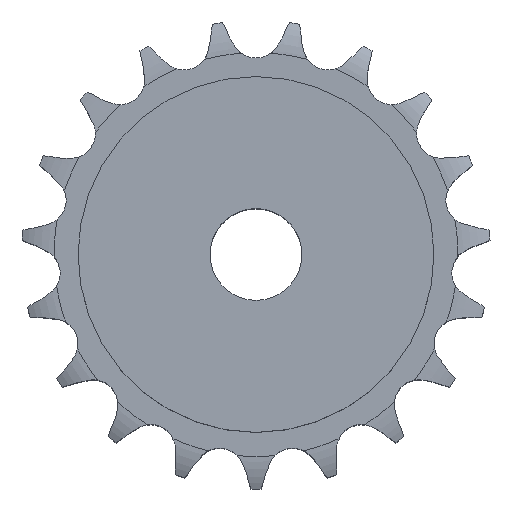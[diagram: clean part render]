
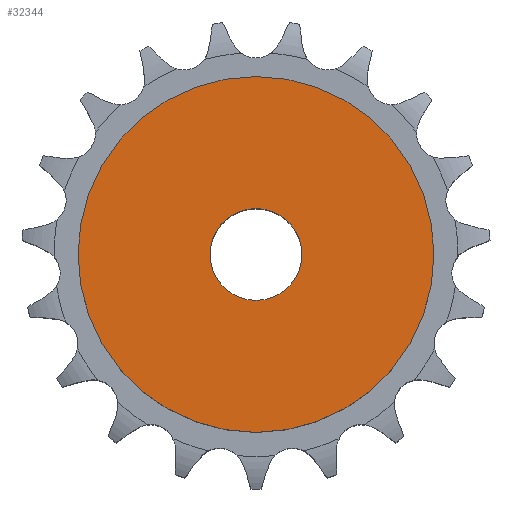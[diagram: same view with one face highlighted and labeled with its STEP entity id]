
A CAD part, top view. The second image highlights one B-rep face of the part: STEP entity #32344.
In plain terms, the highlighted planar face has unit normal (0, 0, 1).
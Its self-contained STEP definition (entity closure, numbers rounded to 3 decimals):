
#17394 = CYLINDRICAL_SURFACE('',#17395,8.);
#17395 = AXIS2_PLACEMENT_3D('',#17396,#17397,#17398);
#17396 = CARTESIAN_POINT('',(0.,0.,136.979));
#17397 = DIRECTION('',(0.,0.,1.));
#17398 = DIRECTION('',(1.,0.,0.));
#22219 = EDGE_CURVE('',#22220,#22220,#22222,.T.);
#22220 = VERTEX_POINT('',#22221);
#22221 = CARTESIAN_POINT('',(8.,0.,50.));
#22222 = SURFACE_CURVE('',#22223,(#22228,#22235),.PCURVE_S1.);
#22223 = CIRCLE('',#22224,8.);
#22224 = AXIS2_PLACEMENT_3D('',#22225,#22226,#22227);
#22225 = CARTESIAN_POINT('',(0.,0.,50.));
#22226 = DIRECTION('',(0.,0.,1.));
#22227 = DIRECTION('',(1.,0.,0.));
#22228 = PCURVE('',#17394,#22229);
#22229 = DEFINITIONAL_REPRESENTATION('',(#22230),#22234);
#22230 = LINE('',#22231,#22232);
#22231 = CARTESIAN_POINT('',(0.,-86.979));
#22232 = VECTOR('',#22233,1.);
#22233 = DIRECTION('',(1.,0.));
#22234 = ( GEOMETRIC_REPRESENTATION_CONTEXT(2) 
PARAMETRIC_REPRESENTATION_CONTEXT() REPRESENTATION_CONTEXT('2D SPACE',''
  ) );
#22235 = PCURVE('',#22236,#22241);
#22236 = PLANE('',#22237);
#22237 = AXIS2_PLACEMENT_3D('',#22238,#22239,#22240);
#22238 = CARTESIAN_POINT('',(0.,0.,50.)
  );
#22239 = DIRECTION('',(0.,0.,1.));
#22240 = DIRECTION('',(1.,0.,0.));
#22241 = DEFINITIONAL_REPRESENTATION('',(#22242),#22246);
#22242 = CIRCLE('',#22243,8.);
#22243 = AXIS2_PLACEMENT_2D('',#22244,#22245);
#22244 = CARTESIAN_POINT('',(0.,0.));
#22245 = DIRECTION('',(1.,0.));
#22246 = ( GEOMETRIC_REPRESENTATION_CONTEXT(2) 
PARAMETRIC_REPRESENTATION_CONTEXT() REPRESENTATION_CONTEXT('2D SPACE',''
  ) );
#32344 = ADVANCED_FACE('',(#32345,#32376),#22236,.T.);
#32345 = FACE_BOUND('',#32346,.T.);
#32346 = EDGE_LOOP('',(#32347));
#32347 = ORIENTED_EDGE('',*,*,#32348,.T.);
#32348 = EDGE_CURVE('',#32349,#32349,#32351,.T.);
#32349 = VERTEX_POINT('',#32350);
#32350 = CARTESIAN_POINT('',(31.,0.,50.));
#32351 = SURFACE_CURVE('',#32352,(#32357,#32364),.PCURVE_S1.);
#32352 = CIRCLE('',#32353,31.);
#32353 = AXIS2_PLACEMENT_3D('',#32354,#32355,#32356);
#32354 = CARTESIAN_POINT('',(0.,0.,50.));
#32355 = DIRECTION('',(0.,0.,1.));
#32356 = DIRECTION('',(1.,0.,0.));
#32357 = PCURVE('',#22236,#32358);
#32358 = DEFINITIONAL_REPRESENTATION('',(#32359),#32363);
#32359 = CIRCLE('',#32360,31.);
#32360 = AXIS2_PLACEMENT_2D('',#32361,#32362);
#32361 = CARTESIAN_POINT('',(0.,0.));
#32362 = DIRECTION('',(1.,0.));
#32363 = ( GEOMETRIC_REPRESENTATION_CONTEXT(2) 
PARAMETRIC_REPRESENTATION_CONTEXT() REPRESENTATION_CONTEXT('2D SPACE',''
  ) );
#32364 = PCURVE('',#32365,#32370);
#32365 = CYLINDRICAL_SURFACE('',#32366,31.);
#32366 = AXIS2_PLACEMENT_3D('',#32367,#32368,#32369);
#32367 = CARTESIAN_POINT('',(0.,0.,0.));
#32368 = DIRECTION('',(-0.,-0.,-1.));
#32369 = DIRECTION('',(1.,0.,0.));
#32370 = DEFINITIONAL_REPRESENTATION('',(#32371),#32375);
#32371 = LINE('',#32372,#32373);
#32372 = CARTESIAN_POINT('',(-0.,-50.));
#32373 = VECTOR('',#32374,1.);
#32374 = DIRECTION('',(-1.,0.));
#32375 = ( GEOMETRIC_REPRESENTATION_CONTEXT(2) 
PARAMETRIC_REPRESENTATION_CONTEXT() REPRESENTATION_CONTEXT('2D SPACE',''
  ) );
#32376 = FACE_BOUND('',#32377,.T.);
#32377 = EDGE_LOOP('',(#32378));
#32378 = ORIENTED_EDGE('',*,*,#22219,.F.);
